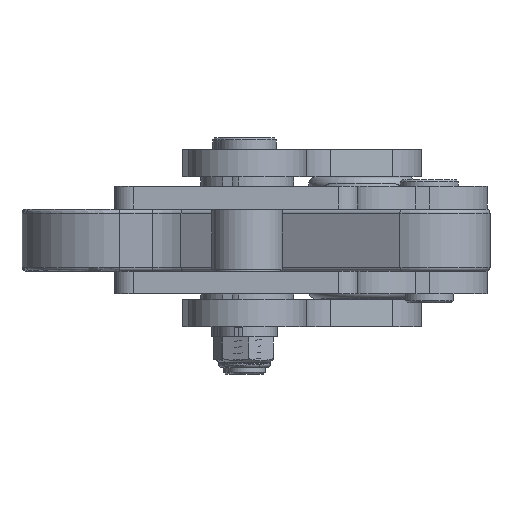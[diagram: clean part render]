
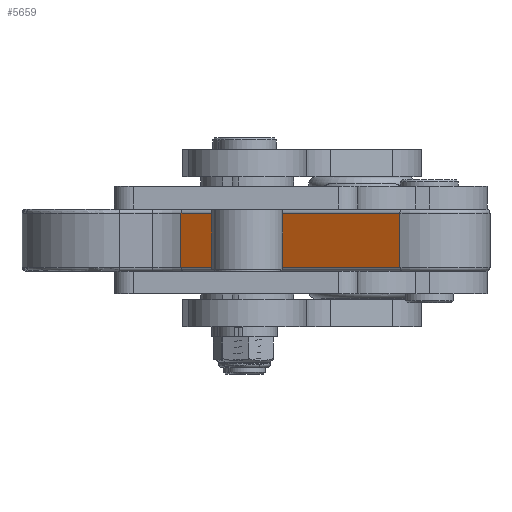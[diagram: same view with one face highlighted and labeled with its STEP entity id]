
A CAD part, front view. The second image highlights one B-rep face of the part: STEP entity #5659.
In plain terms, the highlighted planar face has unit normal (-0.483, -0.876, 0).
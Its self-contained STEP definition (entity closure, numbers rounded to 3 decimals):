
#1589 = VERTEX_POINT ( 'NONE', #27810 ) ;
#3016 = LINE ( 'NONE', #53405, #45654 ) ;
#5659 = ADVANCED_FACE ( 'NONE', ( #26462 ), #51283, .F. ) ;
#7330 = AXIS2_PLACEMENT_3D ( 'NONE', #10105, #43144, #18368 ) ;
#10105 = CARTESIAN_POINT ( 'NONE',  ( -7.56, -13.76, 16. ) ) ;
#10330 = ORIENTED_EDGE ( 'NONE', *, *, #34601, .T. ) ;
#12004 = DIRECTION ( 'NONE',  ( 0.876, -0.482, 0. ) ) ;
#12079 = ORIENTED_EDGE ( 'NONE', *, *, #17142, .T. ) ;
#13463 = LINE ( 'NONE', #37241, #34130 ) ;
#17142 = EDGE_CURVE ( 'NONE', #1589, #21434, #51310, .T. ) ;
#18368 = DIRECTION ( 'NONE',  ( -0.876, 0.482, 0. ) ) ;
#18492 = CARTESIAN_POINT ( 'NONE',  ( -64.174, 17.346, 1. ) ) ;
#21434 = VERTEX_POINT ( 'NONE', #40803 ) ;
#26462 = FACE_OUTER_BOUND ( 'NONE', #49563, .T. ) ;
#27773 = ORIENTED_EDGE ( 'NONE', *, *, #38646, .T. ) ;
#27810 = CARTESIAN_POINT ( 'NONE',  ( -7.56, -13.76, 15. ) ) ;
#34130 = VECTOR ( 'NONE', #41387, 1000. ) ;
#34456 = CARTESIAN_POINT ( 'NONE',  ( -7.56, -13.76, 1. ) ) ;
#34601 = EDGE_CURVE ( 'NONE', #21434, #38381, #13463, .T. ) ;
#37241 = CARTESIAN_POINT ( 'NONE',  ( -64.174, 17.346, 16. ) ) ;
#38381 = VERTEX_POINT ( 'NONE', #18492 ) ;
#38646 = EDGE_CURVE ( 'NONE', #38381, #41058, #3016, .T. ) ;
#40803 = CARTESIAN_POINT ( 'NONE',  ( -64.174, 17.346, 15. ) ) ;
#41058 = VERTEX_POINT ( 'NONE', #34456 ) ;
#41387 = DIRECTION ( 'NONE',  ( 0., 0., -1. ) ) ;
#42022 = DIRECTION ( 'NONE',  ( 0., 0., -1. ) ) ;
#42117 = VECTOR ( 'NONE', #42022, 1000. ) ;
#42848 = ORIENTED_EDGE ( 'NONE', *, *, #48181, .F. ) ;
#43144 = DIRECTION ( 'NONE',  ( 0.482, 0.876, 0. ) ) ;
#43245 = DIRECTION ( 'NONE',  ( -0.876, 0.482, 0. ) ) ;
#45654 = VECTOR ( 'NONE', #12004, 1000. ) ;
#46018 = CARTESIAN_POINT ( 'NONE',  ( -7.56, -13.76, 16. ) ) ;
#48181 = EDGE_CURVE ( 'NONE', #1589, #41058, #53160, .T. ) ;
#48733 = VECTOR ( 'NONE', #43245, 1000. ) ;
#49563 = EDGE_LOOP ( 'NONE', ( #10330, #27773, #42848, #12079 ) ) ;
#51283 = PLANE ( 'NONE',  #7330 ) ;
#51310 = LINE ( 'NONE', #51567, #48733 ) ;
#51567 = CARTESIAN_POINT ( 'NONE',  ( -64.174, 17.346, 15. ) ) ;
#53160 = LINE ( 'NONE', #46018, #42117 ) ;
#53405 = CARTESIAN_POINT ( 'NONE',  ( -7.56, -13.76, 1. ) ) ;
